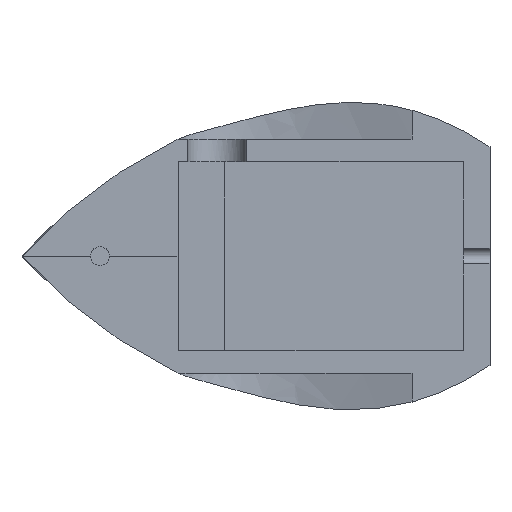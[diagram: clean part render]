
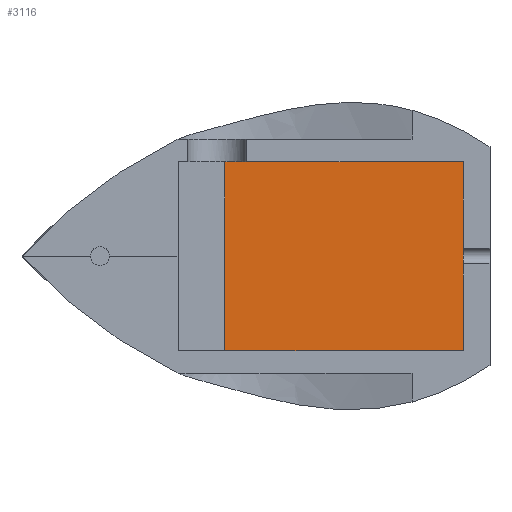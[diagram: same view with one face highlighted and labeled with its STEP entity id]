
A CAD part, top view. The second image highlights one B-rep face of the part: STEP entity #3116.
In plain terms, the highlighted planar face has unit normal (0, 0, 1).
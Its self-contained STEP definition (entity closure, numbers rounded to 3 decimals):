
#2111 = PLANE('',#2112);
#2112 = AXIS2_PLACEMENT_3D('',#2113,#2114,#2115);
#2113 = CARTESIAN_POINT('',(46.,12.1,9.15));
#2114 = DIRECTION('',(0.,1.,0.));
#2115 = DIRECTION('',(0.,0.,1.));
#2139 = PLANE('',#2140);
#2140 = AXIS2_PLACEMENT_3D('',#2141,#2142,#2143);
#2141 = CARTESIAN_POINT('',(76.6,-12.1,9.15));
#2142 = DIRECTION('',(1.,0.,0.));
#2143 = DIRECTION('',(0.,0.,1.));
#2351 = PLANE('',#2352);
#2352 = AXIS2_PLACEMENT_3D('',#2353,#2354,#2355);
#2353 = CARTESIAN_POINT('',(46.,-12.1,9.15));
#2354 = DIRECTION('',(0.,1.,0.));
#2355 = DIRECTION('',(0.,0.,1.));
#2851 = VERTEX_POINT('',#2852);
#2852 = CARTESIAN_POINT('',(76.6,-12.1,-9.15));
#2877 = VERTEX_POINT('',#2878);
#2878 = CARTESIAN_POINT('',(76.6,12.1,-9.15));
#2899 = EDGE_CURVE('',#2851,#2877,#2900,.T.);
#2900 = SURFACE_CURVE('',#2901,(#2905,#2912),.PCURVE_S1.);
#2901 = LINE('',#2902,#2903);
#2902 = CARTESIAN_POINT('',(76.6,-12.1,-9.15));
#2903 = VECTOR('',#2904,1.);
#2904 = DIRECTION('',(0.,1.,0.));
#2905 = PCURVE('',#2139,#2906);
#2906 = DEFINITIONAL_REPRESENTATION('',(#2907),#2911);
#2907 = LINE('',#2908,#2909);
#2908 = CARTESIAN_POINT('',(-18.3,0.));
#2909 = VECTOR('',#2910,1.);
#2910 = DIRECTION('',(0.,-1.));
#2911 = ( GEOMETRIC_REPRESENTATION_CONTEXT(2) 
PARAMETRIC_REPRESENTATION_CONTEXT() REPRESENTATION_CONTEXT('2D SPACE',''
  ) );
#2912 = PCURVE('',#2913,#2918);
#2913 = PLANE('',#2914);
#2914 = AXIS2_PLACEMENT_3D('',#2915,#2916,#2917);
#2915 = CARTESIAN_POINT('',(46.,-12.1,-9.15));
#2916 = DIRECTION('',(0.,0.,-1.));
#2917 = DIRECTION('',(-1.,0.,0.));
#2918 = DEFINITIONAL_REPRESENTATION('',(#2919),#2923);
#2919 = LINE('',#2920,#2921);
#2920 = CARTESIAN_POINT('',(-30.6,0.));
#2921 = VECTOR('',#2922,1.);
#2922 = DIRECTION('',(0.,1.));
#2923 = ( GEOMETRIC_REPRESENTATION_CONTEXT(2) 
PARAMETRIC_REPRESENTATION_CONTEXT() REPRESENTATION_CONTEXT('2D SPACE',''
  ) );
#2933 = VERTEX_POINT('',#2934);
#2934 = CARTESIAN_POINT('',(46.,12.1,-9.15));
#2948 = PLANE('',#2949);
#2949 = AXIS2_PLACEMENT_3D('',#2950,#2951,#2952);
#2950 = CARTESIAN_POINT('',(46.,-12.1,9.15));
#2951 = DIRECTION('',(1.,0.,0.));
#2952 = DIRECTION('',(0.,0.,1.));
#2960 = EDGE_CURVE('',#2933,#2877,#2961,.T.);
#2961 = SURFACE_CURVE('',#2962,(#2966,#2973),.PCURVE_S1.);
#2962 = LINE('',#2963,#2964);
#2963 = CARTESIAN_POINT('',(46.,12.1,-9.15));
#2964 = VECTOR('',#2965,1.);
#2965 = DIRECTION('',(1.,0.,0.));
#2966 = PCURVE('',#2111,#2967);
#2967 = DEFINITIONAL_REPRESENTATION('',(#2968),#2972);
#2968 = LINE('',#2969,#2970);
#2969 = CARTESIAN_POINT('',(-18.3,0.));
#2970 = VECTOR('',#2971,1.);
#2971 = DIRECTION('',(0.,1.));
#2972 = ( GEOMETRIC_REPRESENTATION_CONTEXT(2) 
PARAMETRIC_REPRESENTATION_CONTEXT() REPRESENTATION_CONTEXT('2D SPACE',''
  ) );
#2973 = PCURVE('',#2913,#2974);
#2974 = DEFINITIONAL_REPRESENTATION('',(#2975),#2979);
#2975 = LINE('',#2976,#2977);
#2976 = CARTESIAN_POINT('',(0.,24.2));
#2977 = VECTOR('',#2978,1.);
#2978 = DIRECTION('',(-1.,0.));
#2979 = ( GEOMETRIC_REPRESENTATION_CONTEXT(2) 
PARAMETRIC_REPRESENTATION_CONTEXT() REPRESENTATION_CONTEXT('2D SPACE',''
  ) );
#3016 = VERTEX_POINT('',#3017);
#3017 = CARTESIAN_POINT('',(46.,-12.1,-9.15));
#3038 = EDGE_CURVE('',#3016,#2851,#3039,.T.);
#3039 = SURFACE_CURVE('',#3040,(#3044,#3051),.PCURVE_S1.);
#3040 = LINE('',#3041,#3042);
#3041 = CARTESIAN_POINT('',(46.,-12.1,-9.15));
#3042 = VECTOR('',#3043,1.);
#3043 = DIRECTION('',(1.,0.,0.));
#3044 = PCURVE('',#2351,#3045);
#3045 = DEFINITIONAL_REPRESENTATION('',(#3046),#3050);
#3046 = LINE('',#3047,#3048);
#3047 = CARTESIAN_POINT('',(-18.3,0.));
#3048 = VECTOR('',#3049,1.);
#3049 = DIRECTION('',(0.,1.));
#3050 = ( GEOMETRIC_REPRESENTATION_CONTEXT(2) 
PARAMETRIC_REPRESENTATION_CONTEXT() REPRESENTATION_CONTEXT('2D SPACE',''
  ) );
#3051 = PCURVE('',#2913,#3052);
#3052 = DEFINITIONAL_REPRESENTATION('',(#3053),#3057);
#3053 = LINE('',#3054,#3055);
#3054 = CARTESIAN_POINT('',(0.,0.));
#3055 = VECTOR('',#3056,1.);
#3056 = DIRECTION('',(-1.,0.));
#3057 = ( GEOMETRIC_REPRESENTATION_CONTEXT(2) 
PARAMETRIC_REPRESENTATION_CONTEXT() REPRESENTATION_CONTEXT('2D SPACE',''
  ) );
#3116 = ADVANCED_FACE('',(#3117),#2913,.F.);
#3117 = FACE_BOUND('',#3118,.T.);
#3118 = EDGE_LOOP('',(#3119,#3140,#3141,#3142));
#3119 = ORIENTED_EDGE('',*,*,#3120,.F.);
#3120 = EDGE_CURVE('',#3016,#2933,#3121,.T.);
#3121 = SURFACE_CURVE('',#3122,(#3126,#3133),.PCURVE_S1.);
#3122 = LINE('',#3123,#3124);
#3123 = CARTESIAN_POINT('',(46.,-12.1,-9.15));
#3124 = VECTOR('',#3125,1.);
#3125 = DIRECTION('',(0.,1.,0.));
#3126 = PCURVE('',#2913,#3127);
#3127 = DEFINITIONAL_REPRESENTATION('',(#3128),#3132);
#3128 = LINE('',#3129,#3130);
#3129 = CARTESIAN_POINT('',(0.,0.));
#3130 = VECTOR('',#3131,1.);
#3131 = DIRECTION('',(0.,1.));
#3132 = ( GEOMETRIC_REPRESENTATION_CONTEXT(2) 
PARAMETRIC_REPRESENTATION_CONTEXT() REPRESENTATION_CONTEXT('2D SPACE',''
  ) );
#3133 = PCURVE('',#2948,#3134);
#3134 = DEFINITIONAL_REPRESENTATION('',(#3135),#3139);
#3135 = LINE('',#3136,#3137);
#3136 = CARTESIAN_POINT('',(-18.3,0.));
#3137 = VECTOR('',#3138,1.);
#3138 = DIRECTION('',(0.,-1.));
#3139 = ( GEOMETRIC_REPRESENTATION_CONTEXT(2) 
PARAMETRIC_REPRESENTATION_CONTEXT() REPRESENTATION_CONTEXT('2D SPACE',''
  ) );
#3140 = ORIENTED_EDGE('',*,*,#3038,.T.);
#3141 = ORIENTED_EDGE('',*,*,#2899,.T.);
#3142 = ORIENTED_EDGE('',*,*,#2960,.F.);
